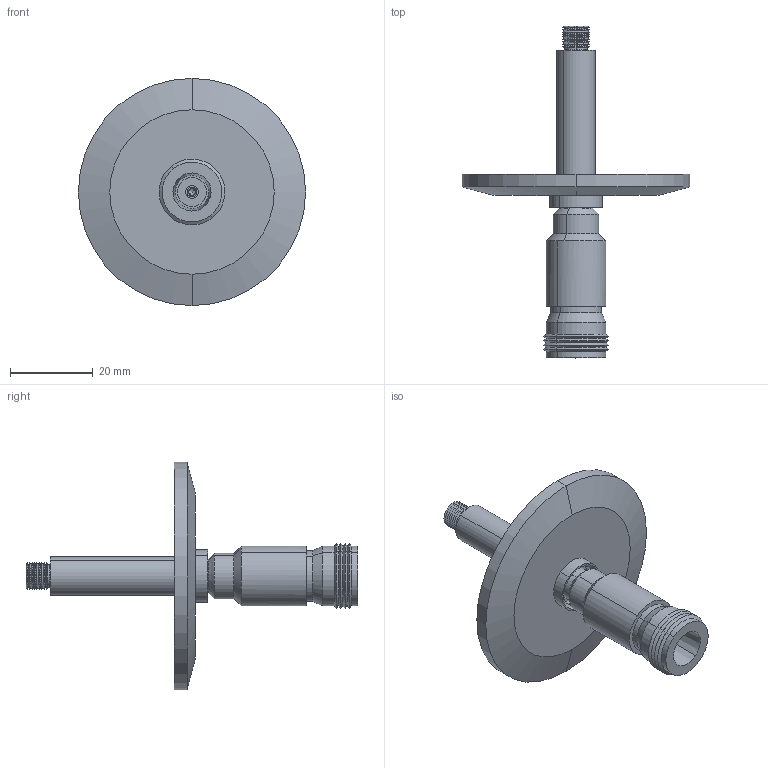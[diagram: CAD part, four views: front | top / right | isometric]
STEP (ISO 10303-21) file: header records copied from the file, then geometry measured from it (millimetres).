
FILE_DESCRIPTION (( 'STEP AP203' ), '1' );
FILE_NAME ('A8224-3.STEP', '2019-04-30T16:50:01', ( '' ), ( '' ), 'SwSTEP 2.0', 'SolidWorks 2019', '' );
FILE_SCHEMA (( 'CONFIG_CONTROL_DESIGN' ));
Length unit declared in the file: inch
Products named in the file (1): A8224-3
Bounding box: 54.86 x 80.14 x 54.86 mm (x, y, z)
Volume: 14609.8 mm3; surface area: 12426.7 mm2
Topology: 1 solids, 2 shells, 189 faces, 410 edges, 239 vertices
Faces by surface type: cone 85, cylinder 66, plane 36, torus 2
Entity records: 5186 total; most frequent: DIRECTION 1003, CARTESIAN_POINT 847, ORIENTED_EDGE 812, AXIS2_PLACEMENT_3D 411, EDGE_CURVE 406, VERTEX_POINT 239, CIRCLE 221, EDGE_LOOP 209
